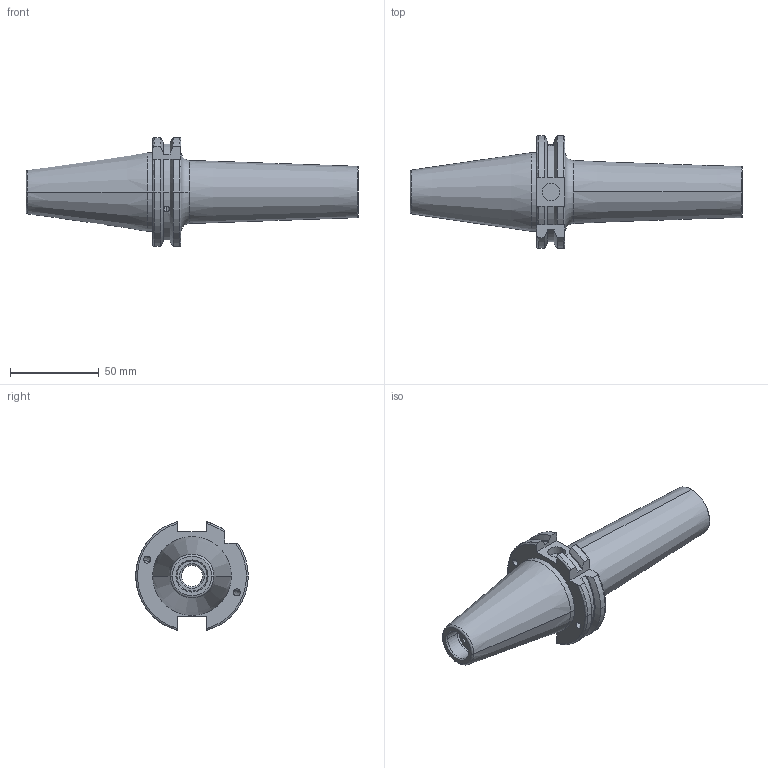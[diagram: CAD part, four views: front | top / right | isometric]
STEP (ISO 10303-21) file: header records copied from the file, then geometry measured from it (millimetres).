
FILE_DESCRIPTION (( 'STEP AP214' ), '1' );
FILE_NAME ('SK40TMH16119FWW.STEP', '2021-02-08T12:23:33', ( '' ), ( '' ), 'SwSTEP 2.0', 'SolidWorks 2018', '' );
FILE_SCHEMA (( 'AUTOMOTIVE_DESIGN' ));
Length unit declared in the file: millimetre
Products named in the file (1): SK40TMH16119FWW
Bounding box: 187.5 x 63.55 x 61.48 mm (x, y, z)
Volume: 170609.5 mm3; surface area: 34777.9 mm2
Topology: 1 solids, 1 shells, 104 faces, 264 edges, 169 vertices
Faces by surface type: cylinder 34, plane 30, cone 20, torus 15, bspline 5
Entity records: 3794 total; most frequent: CARTESIAN_POINT 993, DIRECTION 540, ORIENTED_EDGE 528, EDGE_CURVE 264, AXIS2_PLACEMENT_3D 218, VERTEX_POINT 169, EDGE_LOOP 121, CIRCLE 118
